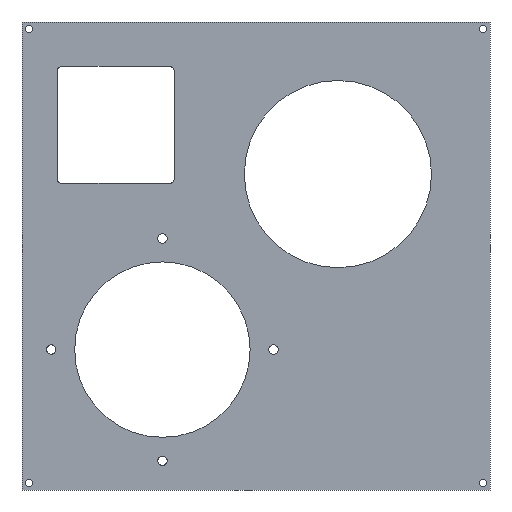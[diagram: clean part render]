
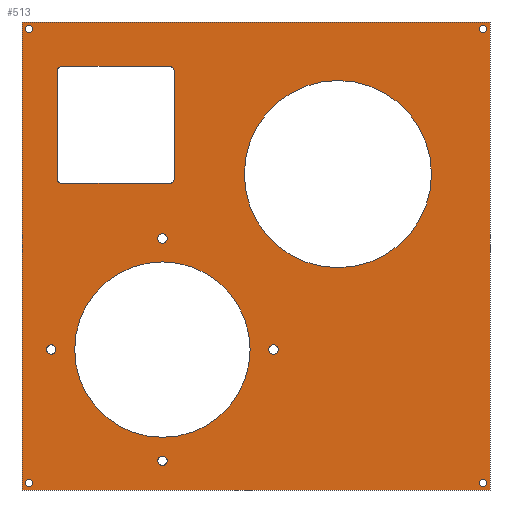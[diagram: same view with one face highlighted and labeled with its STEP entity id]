
A CAD part, front view. The second image highlights one B-rep face of the part: STEP entity #513.
In plain terms, the highlighted planar face has unit normal (0, -1, 0).
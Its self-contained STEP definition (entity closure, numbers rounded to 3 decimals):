
#29=FACE_BOUND('',#134,.T.);
#30=FACE_BOUND('',#135,.T.);
#31=FACE_BOUND('',#136,.T.);
#32=FACE_BOUND('',#137,.T.);
#33=FACE_BOUND('',#138,.T.);
#34=FACE_BOUND('',#139,.T.);
#35=FACE_BOUND('',#140,.T.);
#36=FACE_BOUND('',#141,.T.);
#37=FACE_BOUND('',#142,.T.);
#38=FACE_BOUND('',#143,.T.);
#39=FACE_BOUND('',#144,.T.);
#63=PLANE('',#593);
#91=FACE_OUTER_BOUND('',#133,.T.);
#133=EDGE_LOOP('',(#429,#430,#431,#432));
#134=EDGE_LOOP('',(#433));
#135=EDGE_LOOP('',(#434));
#136=EDGE_LOOP('',(#435));
#137=EDGE_LOOP('',(#436));
#138=EDGE_LOOP('',(#437));
#139=EDGE_LOOP('',(#438,#439,#440,#441,#442,#443,#444,#445));
#140=EDGE_LOOP('',(#446));
#141=EDGE_LOOP('',(#447));
#142=EDGE_LOOP('',(#448));
#143=EDGE_LOOP('',(#449));
#144=EDGE_LOOP('',(#450));
#161=LINE('',#760,#189);
#165=LINE('',#772,#193);
#168=LINE('',#783,#196);
#171=LINE('',#792,#199);
#173=LINE('',#859,#201);
#177=LINE('',#867,#205);
#180=LINE('',#873,#208);
#183=LINE('',#878,#211);
#189=VECTOR('',#609,10.);
#193=VECTOR('',#621,10.);
#196=VECTOR('',#632,10.);
#199=VECTOR('',#643,10.);
#201=VECTOR('',#723,10.);
#205=VECTOR('',#729,10.);
#208=VECTOR('',#734,10.);
#211=VECTOR('',#739,10.);
#214=CIRCLE('',#537,2.);
#216=CIRCLE('',#541,2.);
#218=CIRCLE('',#545,2.);
#220=CIRCLE('',#549,2.);
#223=CIRCLE('',#555,2.);
#226=CIRCLE('',#560,2.);
#229=CIRCLE('',#565,2.);
#232=CIRCLE('',#570,2.);
#233=CIRCLE('',#572,37.5);
#235=CIRCLE('',#575,40.);
#237=CIRCLE('',#578,1.5);
#239=CIRCLE('',#581,1.5);
#241=CIRCLE('',#584,1.5);
#243=CIRCLE('',#587,1.5);
#247=VERTEX_POINT('',#750);
#248=VERTEX_POINT('',#752);
#250=VERTEX_POINT('',#758);
#252=VERTEX_POINT('',#764);
#254=VERTEX_POINT('',#770);
#257=VERTEX_POINT('',#777);
#258=VERTEX_POINT('',#779);
#260=VERTEX_POINT('',#788);
#263=VERTEX_POINT('',#800);
#266=VERTEX_POINT('',#808);
#269=VERTEX_POINT('',#816);
#272=VERTEX_POINT('',#824);
#273=VERTEX_POINT('',#827);
#275=VERTEX_POINT('',#832);
#277=VERTEX_POINT('',#837);
#279=VERTEX_POINT('',#842);
#281=VERTEX_POINT('',#847);
#283=VERTEX_POINT('',#852);
#285=VERTEX_POINT('',#857);
#286=VERTEX_POINT('',#858);
#289=VERTEX_POINT('',#866);
#291=VERTEX_POINT('',#872);
#295=EDGE_CURVE('',#247,#248,#214,.T.);
#299=EDGE_CURVE('',#247,#250,#161,.T.);
#302=EDGE_CURVE('',#252,#250,#216,.T.);
#305=EDGE_CURVE('',#252,#254,#165,.T.);
#308=EDGE_CURVE('',#257,#258,#218,.T.);
#310=EDGE_CURVE('',#257,#248,#168,.T.);
#314=EDGE_CURVE('',#260,#254,#220,.T.);
#315=EDGE_CURVE('',#260,#258,#171,.T.);
#319=EDGE_CURVE('',#263,#263,#223,.T.);
#322=EDGE_CURVE('',#266,#266,#226,.T.);
#325=EDGE_CURVE('',#269,#269,#229,.T.);
#328=EDGE_CURVE('',#272,#272,#232,.T.);
#329=EDGE_CURVE('',#273,#273,#233,.T.);
#331=EDGE_CURVE('',#275,#275,#235,.T.);
#333=EDGE_CURVE('',#277,#277,#237,.T.);
#335=EDGE_CURVE('',#279,#279,#239,.T.);
#337=EDGE_CURVE('',#281,#281,#241,.T.);
#339=EDGE_CURVE('',#283,#283,#243,.T.);
#341=EDGE_CURVE('',#285,#286,#173,.T.);
#345=EDGE_CURVE('',#286,#289,#177,.T.);
#348=EDGE_CURVE('',#289,#291,#180,.T.);
#351=EDGE_CURVE('',#291,#285,#183,.T.);
#429=ORIENTED_EDGE('',*,*,#351,.T.);
#430=ORIENTED_EDGE('',*,*,#341,.T.);
#431=ORIENTED_EDGE('',*,*,#345,.T.);
#432=ORIENTED_EDGE('',*,*,#348,.T.);
#433=ORIENTED_EDGE('',*,*,#319,.T.);
#434=ORIENTED_EDGE('',*,*,#322,.T.);
#435=ORIENTED_EDGE('',*,*,#325,.T.);
#436=ORIENTED_EDGE('',*,*,#328,.T.);
#437=ORIENTED_EDGE('',*,*,#329,.T.);
#438=ORIENTED_EDGE('',*,*,#299,.T.);
#439=ORIENTED_EDGE('',*,*,#302,.F.);
#440=ORIENTED_EDGE('',*,*,#305,.T.);
#441=ORIENTED_EDGE('',*,*,#314,.F.);
#442=ORIENTED_EDGE('',*,*,#315,.T.);
#443=ORIENTED_EDGE('',*,*,#308,.F.);
#444=ORIENTED_EDGE('',*,*,#310,.T.);
#445=ORIENTED_EDGE('',*,*,#295,.F.);
#446=ORIENTED_EDGE('',*,*,#331,.T.);
#447=ORIENTED_EDGE('',*,*,#333,.T.);
#448=ORIENTED_EDGE('',*,*,#335,.T.);
#449=ORIENTED_EDGE('',*,*,#337,.T.);
#450=ORIENTED_EDGE('',*,*,#339,.T.);
#513=ADVANCED_FACE('',(#91,#29,#30,#31,#32,#33,#34,#35,#36,#37,#38,#39),
#63,.F.);
#537=AXIS2_PLACEMENT_3D('',#753,#602,#603);
#541=AXIS2_PLACEMENT_3D('',#766,#615,#616);
#545=AXIS2_PLACEMENT_3D('',#780,#627,#628);
#549=AXIS2_PLACEMENT_3D('',#790,#639,#640);
#555=AXIS2_PLACEMENT_3D('',#801,#653,#654);
#560=AXIS2_PLACEMENT_3D('',#809,#663,#664);
#565=AXIS2_PLACEMENT_3D('',#817,#673,#674);
#570=AXIS2_PLACEMENT_3D('',#825,#683,#684);
#572=AXIS2_PLACEMENT_3D('',#828,#687,#688);
#575=AXIS2_PLACEMENT_3D('',#833,#693,#694);
#578=AXIS2_PLACEMENT_3D('',#838,#699,#700);
#581=AXIS2_PLACEMENT_3D('',#843,#705,#706);
#584=AXIS2_PLACEMENT_3D('',#848,#711,#712);
#587=AXIS2_PLACEMENT_3D('',#853,#717,#718);
#593=AXIS2_PLACEMENT_3D('',#880,#741,#742);
#602=DIRECTION('center_axis',(0.,-1.,0.));
#603=DIRECTION('ref_axis',(0.707,0.,0.707));
#609=DIRECTION('',(0.,0.,-1.));
#615=DIRECTION('center_axis',(0.,-1.,0.));
#616=DIRECTION('ref_axis',(0.707,0.,-0.707));
#621=DIRECTION('',(-1.,0.,0.));
#627=DIRECTION('center_axis',(0.,-1.,0.));
#628=DIRECTION('ref_axis',(-0.707,0.,0.707));
#632=DIRECTION('',(1.,0.,0.));
#639=DIRECTION('center_axis',(0.,-1.,0.));
#640=DIRECTION('ref_axis',(-0.707,0.,-0.707));
#643=DIRECTION('',(0.,0.,1.));
#653=DIRECTION('center_axis',(0.,1.,0.));
#654=DIRECTION('ref_axis',(1.,0.,0.));
#663=DIRECTION('center_axis',(0.,1.,0.));
#664=DIRECTION('ref_axis',(1.,0.,0.));
#673=DIRECTION('center_axis',(0.,1.,0.));
#674=DIRECTION('ref_axis',(1.,0.,0.));
#683=DIRECTION('center_axis',(0.,1.,0.));
#684=DIRECTION('ref_axis',(1.,0.,0.));
#687=DIRECTION('center_axis',(0.,1.,0.));
#688=DIRECTION('ref_axis',(-1.,0.,0.));
#693=DIRECTION('center_axis',(0.,1.,0.));
#694=DIRECTION('ref_axis',(-1.,0.,0.));
#699=DIRECTION('center_axis',(0.,1.,0.));
#700=DIRECTION('ref_axis',(1.,0.,0.));
#705=DIRECTION('center_axis',(0.,1.,0.));
#706=DIRECTION('ref_axis',(1.,0.,0.));
#711=DIRECTION('center_axis',(0.,1.,0.));
#712=DIRECTION('ref_axis',(1.,0.,0.));
#717=DIRECTION('center_axis',(0.,1.,0.));
#718=DIRECTION('ref_axis',(1.,0.,0.));
#723=DIRECTION('',(0.,0.,-1.));
#729=DIRECTION('',(1.,0.,0.));
#734=DIRECTION('',(0.,0.,1.));
#739=DIRECTION('',(-1.,0.,0.));
#741=DIRECTION('center_axis',(0.,1.,0.));
#742=DIRECTION('ref_axis',(0.,0.,1.));
#750=CARTESIAN_POINT('',(-135.,0.,-21.));
#752=CARTESIAN_POINT('',(-137.,0.,-19.));
#753=CARTESIAN_POINT('Origin',(-137.,0.,-21.));
#758=CARTESIAN_POINT('',(-135.,0.,-67.));
#760=CARTESIAN_POINT('',(-135.,0.,-84.5));
#764=CARTESIAN_POINT('',(-137.,0.,-69.));
#766=CARTESIAN_POINT('Origin',(-137.,0.,-67.));
#770=CARTESIAN_POINT('',(-183.,0.,-69.));
#772=CARTESIAN_POINT('',(-142.5,0.,-69.));
#777=CARTESIAN_POINT('',(-183.,0.,-19.));
#779=CARTESIAN_POINT('',(-185.,0.,-21.));
#780=CARTESIAN_POINT('Origin',(-183.,0.,-21.));
#783=CARTESIAN_POINT('',(-117.5,0.,-19.));
#788=CARTESIAN_POINT('',(-185.,0.,-67.));
#790=CARTESIAN_POINT('Origin',(-183.,0.,-67.));
#792=CARTESIAN_POINT('',(-185.,0.,-59.5));
#800=CARTESIAN_POINT('',(-142.,0.,-187.5));
#801=CARTESIAN_POINT('Origin',(-140.,0.,-187.5));
#808=CARTESIAN_POINT('',(-189.5,0.,-140.));
#809=CARTESIAN_POINT('Origin',(-187.5,0.,-140.));
#816=CARTESIAN_POINT('',(-142.,0.,-92.5));
#817=CARTESIAN_POINT('Origin',(-140.,0.,-92.5));
#824=CARTESIAN_POINT('',(-94.5,0.,-140.));
#825=CARTESIAN_POINT('Origin',(-92.5,0.,-140.));
#827=CARTESIAN_POINT('',(-102.5,0.,-140.));
#828=CARTESIAN_POINT('Origin',(-140.,0.,-140.));
#832=CARTESIAN_POINT('',(-25.,0.,-65.));
#833=CARTESIAN_POINT('Origin',(-65.,0.,-65.));
#837=CARTESIAN_POINT('',(-198.5,0.,-3.));
#838=CARTESIAN_POINT('Origin',(-197.,0.,-3.));
#842=CARTESIAN_POINT('',(-198.5,0.,-197.));
#843=CARTESIAN_POINT('Origin',(-197.,0.,-197.));
#847=CARTESIAN_POINT('',(-4.5,0.,-197.));
#848=CARTESIAN_POINT('Origin',(-3.,0.,-197.));
#852=CARTESIAN_POINT('',(-4.5,0.,-3.));
#853=CARTESIAN_POINT('Origin',(-3.,0.,-3.));
#857=CARTESIAN_POINT('',(-200.,0.,0.));
#858=CARTESIAN_POINT('',(-200.,0.,-200.));
#859=CARTESIAN_POINT('',(-200.,0.,0.));
#866=CARTESIAN_POINT('',(0.,0.,-200.));
#867=CARTESIAN_POINT('',(-200.,0.,-200.));
#872=CARTESIAN_POINT('',(0.,0.,0.));
#873=CARTESIAN_POINT('',(0.,0.,-200.));
#878=CARTESIAN_POINT('',(0.,0.,0.));
#880=CARTESIAN_POINT('Origin',(-100.,0.,-100.));
